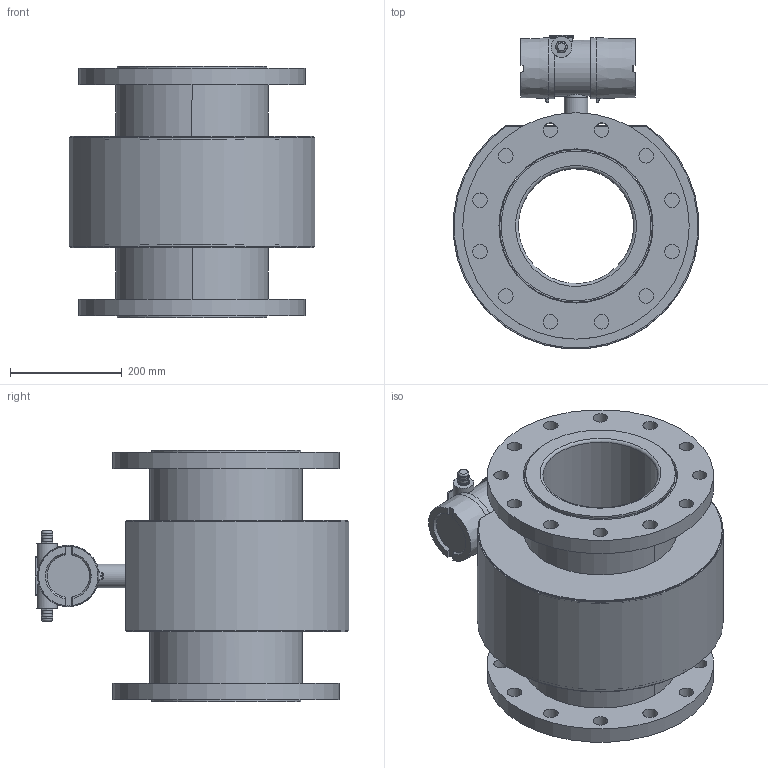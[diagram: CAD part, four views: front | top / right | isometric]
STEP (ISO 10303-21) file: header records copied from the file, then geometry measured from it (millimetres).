
FILE_DESCRIPTION(/* description */ (''),/* implementation_level */ '2;1');
FILE_NAME(/* name */ 'magflux A DN250 kompakt.stp',/* time_stamp */ '2021-11-30T01:15:12+01:00',/* author */ ('g.duesseldorf'),/* organization */ (''),/* preprocessor_version */ 'ST-DEVELOPER v18.1',/* originating_system */ 'Autodesk Inventor 2022',/* authorisation */ '');
FILE_SCHEMA (('CONFIG_CONTROL_DESIGN'));
Length unit declared in the file: millimetre
Products named in the file (1): magflux A DN250 kompakt_Ersatzobjekt_2
Bounding box: 438.37 x 560.66 x 450 mm (x, y, z)
Volume: 9149452.8 mm3; surface area: 2878649.1 mm2
Topology: 12 solids, 13 shells, 348 faces, 824 edges, 526 vertices
Faces by surface type: plane 156, cylinder 112, cone 61, torus 12, bspline 5, sphere 2
Full cylindrical faces by diameter (mm): 3 x2, 5 x2, 7.913 x2, 10 x2, 11 x2, 17 x4, 18.376 x1, 18.6 x4, 19.8 x4, 20 x1, 26 x24, 37 x2, 37.8 x1, 40.5 x1, 42 x1, 65 x1, 70.25 x1, 78 x1, 100.8 x1, 109.6 x2, 206 x1, 212 x1, 218 x2, 265 x1, 268 x2, 275.7 x4, 405 x2
Entity records: 11018 total; most frequent: CARTESIAN_POINT 2452, DIRECTION 1748, ORIENTED_EDGE 1644, EDGE_CURVE 822, AXIS2_PLACEMENT_3D 720, VERTEX_POINT 526, EDGE_LOOP 446, STYLED_ITEM 360
